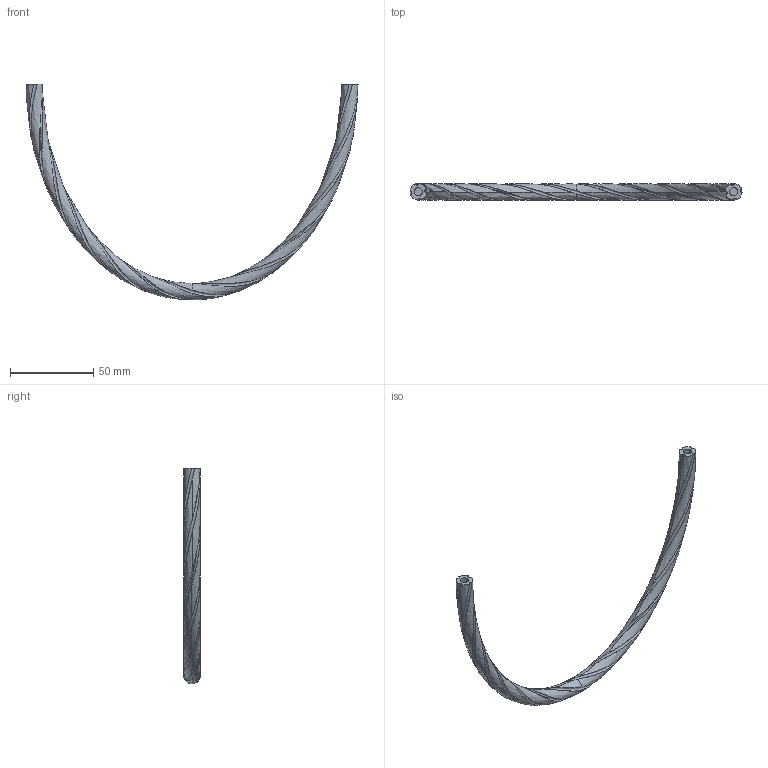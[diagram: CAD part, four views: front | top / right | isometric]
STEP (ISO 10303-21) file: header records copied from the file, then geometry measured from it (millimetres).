
FILE_DESCRIPTION (( 'STEP AP214' ), '1' );
FILE_NAME ('Quadruple Twist 3D Print Bottom.STEP', '2025-07-24T13:32:55', ( '' ), ( '' ), 'SwSTEP 2.0', 'SolidWorks 2024', '' );
FILE_SCHEMA (( 'AUTOMOTIVE_DESIGN' ));
Length unit declared in the file: millimetre
Products named in the file (1): Quadruple Twist 3D Print Bottom
Bounding box: 199.98 x 10 x 129.93 mm (x, y, z)
Volume: 24784.5 mm3; surface area: 12742.5 mm2
Topology: 1 solids, 1 shells, 45 faces, 123 edges, 82 vertices
Faces by surface type: bspline 37, cylinder 4, plane 4
Entity records: 16558 total; most frequent: CARTESIAN_POINT 15763, ORIENTED_EDGE 246, EDGE_CURVE 123, B_SPLINE_CURVE_WITH_KNOTS 99, VERTEX_POINT 82, EDGE_LOOP 47, FACE_OUTER_BOUND 45, ADVANCED_FACE 45
